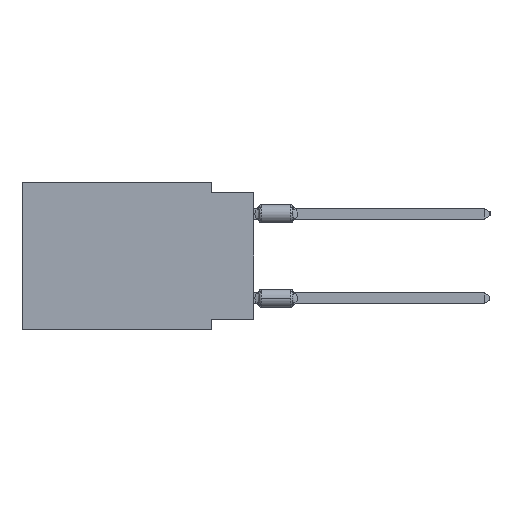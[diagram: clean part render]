
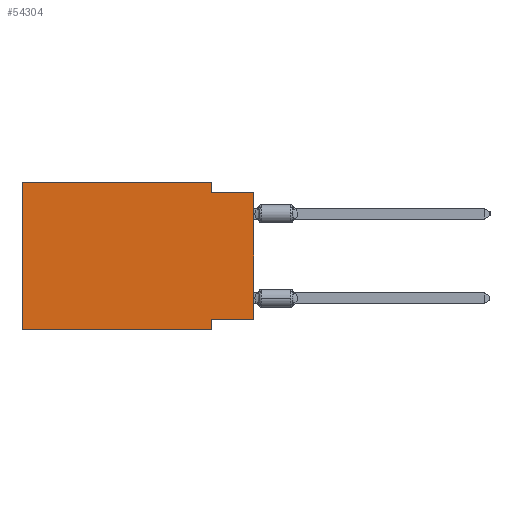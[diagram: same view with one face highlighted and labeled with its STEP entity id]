
A CAD part, left-side view. The second image highlights one B-rep face of the part: STEP entity #54304.
In plain terms, the highlighted planar face has unit normal (-1, 0, 0).
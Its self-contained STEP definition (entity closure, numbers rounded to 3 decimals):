
#343 = DIRECTION ( 'NONE',  ( 0., 0., 1. ) ) ;
#2794 = VECTOR ( 'NONE', #7405, 1000. ) ;
#3187 = LINE ( 'NONE', #11595, #40420 ) ;
#3793 = VERTEX_POINT ( 'NONE', #37933 ) ;
#3910 = CARTESIAN_POINT ( 'NONE',  ( 0., 0., -8.255 ) ) ;
#5642 = ORIENTED_EDGE ( 'NONE', *, *, #7095, .T. ) ;
#6200 = ORIENTED_EDGE ( 'NONE', *, *, #34310, .T. ) ;
#7095 = EDGE_CURVE ( 'NONE', #52339, #9871, #18550, .T. ) ;
#7297 = EDGE_CURVE ( 'NONE', #40253, #9871, #22096, .T. ) ;
#7405 = DIRECTION ( 'NONE',  ( 0., 0., -1. ) ) ;
#8016 = LINE ( 'NONE', #26335, #42723 ) ;
#8085 = EDGE_CURVE ( 'NONE', #12967, #40253, #17150, .T. ) ;
#8302 = DIRECTION ( 'NONE',  ( 0., 0., -1. ) ) ;
#9871 = VERTEX_POINT ( 'NONE', #10287 ) ;
#10287 = CARTESIAN_POINT ( 'NONE',  ( 0., 2.54, -8.89 ) ) ;
#11595 = CARTESIAN_POINT ( 'NONE',  ( 0., 0., -0.635 ) ) ;
#11710 = EDGE_CURVE ( 'NONE', #52339, #29401, #28889, .T. ) ;
#11897 = DIRECTION ( 'NONE',  ( 0., -1., 0. ) ) ;
#12816 = LINE ( 'NONE', #30566, #57499 ) ;
#12967 = VERTEX_POINT ( 'NONE', #3910 ) ;
#13543 = DIRECTION ( 'NONE',  ( 0., 1., 0. ) ) ;
#14400 = VECTOR ( 'NONE', #18514, 1000. ) ;
#14466 = FACE_OUTER_BOUND ( 'NONE', #20387, .T. ) ;
#15500 = ORIENTED_EDGE ( 'NONE', *, *, #7297, .F. ) ;
#16990 = CARTESIAN_POINT ( 'NONE',  ( 0., 2.54, -8.89 ) ) ;
#17150 = LINE ( 'NONE', #53844, #56569 ) ;
#18514 = DIRECTION ( 'NONE',  ( 0., 0., 1. ) ) ;
#18550 = LINE ( 'NONE', #36910, #41125 ) ;
#18551 = EDGE_CURVE ( 'NONE', #38480, #3793, #3187, .T. ) ;
#19938 = ORIENTED_EDGE ( 'NONE', *, *, #11710, .F. ) ;
#20387 = EDGE_LOOP ( 'NONE', ( #6200, #45530, #33192, #34907, #19938, #5642, #15500, #23127 ) ) ;
#20942 = CARTESIAN_POINT ( 'NONE',  ( 0., 13.97, 0. ) ) ;
#22096 = LINE ( 'NONE', #16990, #2794 ) ;
#23127 = ORIENTED_EDGE ( 'NONE', *, *, #8085, .F. ) ;
#23143 = VECTOR ( 'NONE', #343, 1000. ) ;
#23621 = LINE ( 'NONE', #32668, #14400 ) ;
#23673 = EDGE_CURVE ( 'NONE', #29401, #37731, #8016, .T. ) ;
#26335 = CARTESIAN_POINT ( 'NONE',  ( 0., 13.97, 0. ) ) ;
#27256 = CARTESIAN_POINT ( 'NONE',  ( 0., 13.97, -8.89 ) ) ;
#27892 = DIRECTION ( 'NONE',  ( 0., -1., 0. ) ) ;
#28188 = CARTESIAN_POINT ( 'NONE',  ( 0., 2.54, -0.635 ) ) ;
#28889 = LINE ( 'NONE', #50832, #23143 ) ;
#29401 = VERTEX_POINT ( 'NONE', #20942 ) ;
#29665 = DIRECTION ( 'NONE',  ( 0., -1., 0. ) ) ;
#30566 = CARTESIAN_POINT ( 'NONE',  ( 0., 2.54, 0. ) ) ;
#32668 = CARTESIAN_POINT ( 'NONE',  ( 0., 0., 0. ) ) ;
#33192 = ORIENTED_EDGE ( 'NONE', *, *, #35251, .F. ) ;
#34310 = EDGE_CURVE ( 'NONE', #12967, #3793, #23621, .T. ) ;
#34907 = ORIENTED_EDGE ( 'NONE', *, *, #23673, .F. ) ;
#35251 = EDGE_CURVE ( 'NONE', #37731, #38480, #12816, .T. ) ;
#36910 = CARTESIAN_POINT ( 'NONE',  ( 0., 13.97, -8.89 ) ) ;
#37019 = CARTESIAN_POINT ( 'NONE',  ( 0., 13.97, 0. ) ) ;
#37731 = VERTEX_POINT ( 'NONE', #56911 ) ;
#37933 = CARTESIAN_POINT ( 'NONE',  ( 0., 0., -0.635 ) ) ;
#38206 = DIRECTION ( 'NONE',  ( 0., 0., -1. ) ) ;
#38480 = VERTEX_POINT ( 'NONE', #28188 ) ;
#39250 = AXIS2_PLACEMENT_3D ( 'NONE', #37019, #46936, #38206 ) ;
#40253 = VERTEX_POINT ( 'NONE', #45284 ) ;
#40420 = VECTOR ( 'NONE', #11897, 1000. ) ;
#41125 = VECTOR ( 'NONE', #27892, 1000. ) ;
#42723 = VECTOR ( 'NONE', #29665, 1000. ) ;
#45284 = CARTESIAN_POINT ( 'NONE',  ( 0., 2.54, -8.255 ) ) ;
#45530 = ORIENTED_EDGE ( 'NONE', *, *, #18551, .F. ) ;
#46936 = DIRECTION ( 'NONE',  ( 1., 0., 0. ) ) ;
#50832 = CARTESIAN_POINT ( 'NONE',  ( 0., 13.97, 0. ) ) ;
#51435 = PLANE ( 'NONE',  #39250 ) ;
#52339 = VERTEX_POINT ( 'NONE', #27256 ) ;
#53844 = CARTESIAN_POINT ( 'NONE',  ( 0., 0., -8.255 ) ) ;
#54304 = ADVANCED_FACE ( 'NONE', ( #14466 ), #51435, .F. ) ;
#56569 = VECTOR ( 'NONE', #13543, 1000. ) ;
#56911 = CARTESIAN_POINT ( 'NONE',  ( 0., 2.54, 0. ) ) ;
#57499 = VECTOR ( 'NONE', #8302, 1000. ) ;
